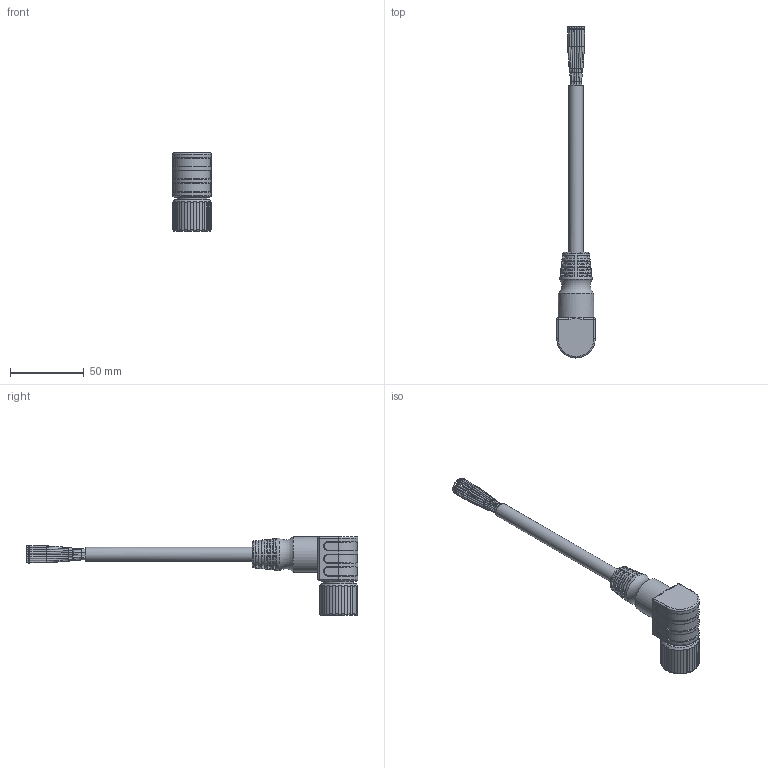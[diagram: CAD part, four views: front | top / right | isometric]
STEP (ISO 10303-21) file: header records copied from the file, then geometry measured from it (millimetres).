
FILE_DESCRIPTION(/* description */ (''),/* implementation_level */ '2;1');
FILE_NAME(/* name */ 'WMKCU19.003-L_S370.stp',/* time_stamp */ '2024-01-22T08:59:29+01:00',/* author */ ('ESCHA GmbH & Co. KG'),/* organization */ ('ESCHA GmbH & Co. KG'),/* preprocessor_version */ 'ST-DEVELOPER v19.4',/* originating_system */ 'SIEMENS PLM Software NX2212.8702',/* authorisation */ '');
FILE_SCHEMA (('FEATURE_BASED_PROCESS_PLANNING'));
Length unit declared in the file: millimetre
Products named in the file (1): WMKCU19.003-L_S370_stp
Bounding box: 26 x 224.25 x 53.25 mm (x, y, z)
Volume: 49748.6 mm3; surface area: 18482.2 mm2
Topology: 1 solids, 1 shells, 1210 faces, 2841 edges, 1719 vertices
Faces by surface type: cylinder 482, plane 361, torus 163, extrusion 77, sphere 68, bspline 34, cone 25
Full cylindrical faces by diameter (mm): 1 x76, 1.4 x19, 1.5 x16, 1.7 x3, 9.6 x1, 15.9 x1, 16.1 x1, 16.9 x1, 18.9 x1, 20 x1, 21.92 x1, 23.3 x1, 24 x1
Entity records: 35424 total; most frequent: CARTESIAN_POINT 11089, ORIENTED_EDGE 5102, DIRECTION 4454, EDGE_CURVE 2551, AXIS2_PLACEMENT_3D 1938, VERTEX_POINT 1656, EDGE_LOOP 1523, B_SPLINE_CURVE_WITH_KNOTS 1255
